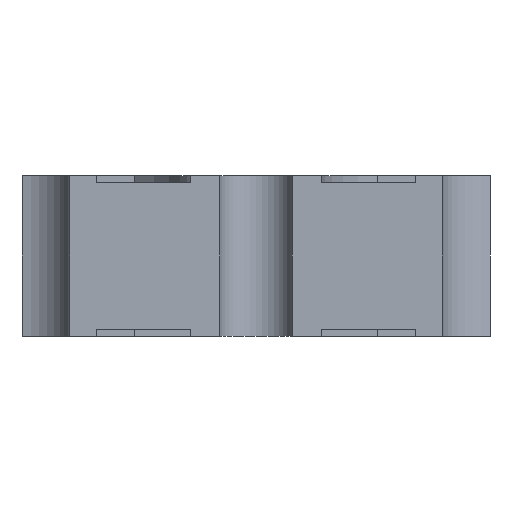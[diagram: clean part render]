
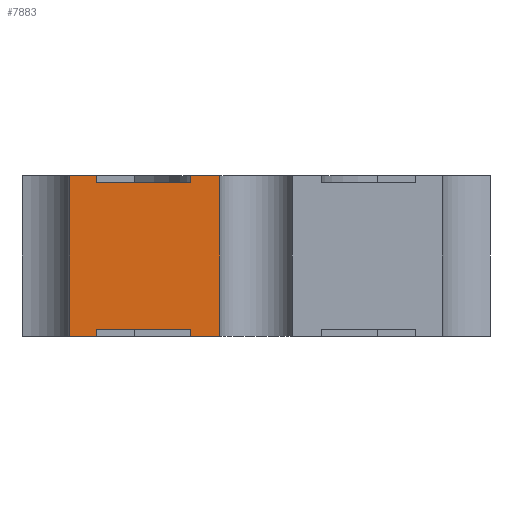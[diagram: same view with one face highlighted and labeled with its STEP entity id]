
A CAD part, left-side view. The second image highlights one B-rep face of the part: STEP entity #7883.
In plain terms, the highlighted planar face has unit normal (-1, 0, 0).
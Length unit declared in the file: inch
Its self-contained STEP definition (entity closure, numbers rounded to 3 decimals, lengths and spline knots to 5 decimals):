
#38 = EDGE_LOOP ( 'NONE', ( #5407, #979, #1073, #11790, #9961, #2330, #4820, #12470, #10815, #3184, #7369, #8264 ) ) ;
#69 = DIRECTION ( 'NONE',  ( 0., -1., 0. ) ) ;
#119 = DIRECTION ( 'NONE',  ( 0., 0., -1. ) ) ;
#129 = VERTEX_POINT ( 'NONE', #548 ) ;
#470 = CARTESIAN_POINT ( 'NONE',  ( -0.1, 0., 0.043 ) ) ;
#548 = CARTESIAN_POINT ( 'NONE',  ( -0.1, 0.0175, 0.002 ) ) ;
#655 = CARTESIAN_POINT ( 'NONE',  ( -0.1, 0.0175, 0.002 ) ) ;
#658 = VERTEX_POINT ( 'NONE', #829 ) ;
#694 = VECTOR ( 'NONE', #2671, 39.37008 ) ;
#829 = CARTESIAN_POINT ( 'NONE',  ( -0.1, 0.00968, 0.043 ) ) ;
#889 = VECTOR ( 'NONE', #8498, 39.37008 ) ;
#959 = EDGE_CURVE ( 'NONE', #6655, #12706, #11078, .T. ) ;
#979 = ORIENTED_EDGE ( 'NONE', *, *, #959, .T. ) ;
#1020 = EDGE_CURVE ( 'NONE', #2723, #3770, #6258, .T. ) ;
#1073 = ORIENTED_EDGE ( 'NONE', *, *, #8193, .T. ) ;
#1110 = VECTOR ( 'NONE', #1181, 39.37008 ) ;
#1181 = DIRECTION ( 'NONE',  ( 0., 1., 0. ) ) ;
#1324 = LINE ( 'NONE', #10235, #7628 ) ;
#2180 = VERTEX_POINT ( 'NONE', #12898 ) ;
#2330 = ORIENTED_EDGE ( 'NONE', *, *, #9476, .T. ) ;
#2498 = CARTESIAN_POINT ( 'NONE',  ( -0.1, 0.0497, 0. ) ) ;
#2525 = CARTESIAN_POINT ( 'NONE',  ( -0.1, 0.0497, 0.043 ) ) ;
#2607 = VECTOR ( 'NONE', #7587, 39.37008 ) ;
#2671 = DIRECTION ( 'NONE',  ( 0., -1., 0. ) ) ;
#2723 = VERTEX_POINT ( 'NONE', #10597 ) ;
#3182 = DIRECTION ( 'NONE',  ( 0., 0., -1. ) ) ;
#3184 = ORIENTED_EDGE ( 'NONE', *, *, #6774, .T. ) ;
#3392 = VECTOR ( 'NONE', #8417, 39.37008 ) ;
#3515 = EDGE_CURVE ( 'NONE', #3591, #129, #11725, .T. ) ;
#3565 = LINE ( 'NONE', #5516, #5469 ) ;
#3591 = VERTEX_POINT ( 'NONE', #4029 ) ;
#3609 = CARTESIAN_POINT ( 'NONE',  ( -0.1, 0.0425, 0.041 ) ) ;
#3770 = VERTEX_POINT ( 'NONE', #2525 ) ;
#3810 = EDGE_CURVE ( 'NONE', #3770, #11722, #3565, .T. ) ;
#4029 = CARTESIAN_POINT ( 'NONE',  ( -0.1, 0.0425, 0.002 ) ) ;
#4820 = ORIENTED_EDGE ( 'NONE', *, *, #10739, .F. ) ;
#4880 = VECTOR ( 'NONE', #6402, 39.37008 ) ;
#5283 = VECTOR ( 'NONE', #69, 39.37008 ) ;
#5407 = ORIENTED_EDGE ( 'NONE', *, *, #11691, .F. ) ;
#5469 = VECTOR ( 'NONE', #9489, 39.37008 ) ;
#5484 = CARTESIAN_POINT ( 'NONE',  ( -0.1, 0.0425, 0.041 ) ) ;
#5496 = CARTESIAN_POINT ( 'NONE',  ( -0.1, 0.00968, 0. ) ) ;
#5516 = CARTESIAN_POINT ( 'NONE',  ( -0.1, 0.0497, 0.002 ) ) ;
#5565 = CARTESIAN_POINT ( 'NONE',  ( -0.1, 0.00968, 0.002 ) ) ;
#5834 = LINE ( 'NONE', #11959, #8165 ) ;
#6092 = EDGE_CURVE ( 'NONE', #658, #2180, #12108, .T. ) ;
#6258 = LINE ( 'NONE', #8145, #3392 ) ;
#6351 = CARTESIAN_POINT ( 'NONE',  ( -0.1, 0.0175, 0. ) ) ;
#6387 = CARTESIAN_POINT ( 'NONE',  ( -0.1, 0.00968, 0.002 ) ) ;
#6402 = DIRECTION ( 'NONE',  ( 0., 1., 0. ) ) ;
#6483 = PLANE ( 'NONE',  #6929 ) ;
#6655 = VERTEX_POINT ( 'NONE', #8243 ) ;
#6741 = VERTEX_POINT ( 'NONE', #12537 ) ;
#6774 = EDGE_CURVE ( 'NONE', #7746, #2180, #12477, .T. ) ;
#6929 = AXIS2_PLACEMENT_3D ( 'NONE', #5565, #8510, #7656 ) ;
#7047 = CARTESIAN_POINT ( 'NONE',  ( -0.1, 0.00968, 0. ) ) ;
#7068 = DIRECTION ( 'NONE',  ( 0., 0., 1. ) ) ;
#7347 = VECTOR ( 'NONE', #3182, 39.37008 ) ;
#7369 = ORIENTED_EDGE ( 'NONE', *, *, #6092, .F. ) ;
#7548 = CARTESIAN_POINT ( 'NONE',  ( -0.1, 0.0425, 0. ) ) ;
#7575 = EDGE_CURVE ( 'NONE', #129, #7746, #5834, .T. ) ;
#7587 = DIRECTION ( 'NONE',  ( 0., -1., 0. ) ) ;
#7628 = VECTOR ( 'NONE', #7068, 39.37008 ) ;
#7656 = DIRECTION ( 'NONE',  ( 0., 0., -1. ) ) ;
#7746 = VERTEX_POINT ( 'NONE', #6351 ) ;
#7876 = LINE ( 'NONE', #11848, #8448 ) ;
#7883 = ADVANCED_FACE ( 'NONE', ( #9660 ), #6483, .F. ) ;
#7900 = CARTESIAN_POINT ( 'NONE',  ( -0.1, 0., 0.041 ) ) ;
#8076 = LINE ( 'NONE', #7047, #5283 ) ;
#8145 = CARTESIAN_POINT ( 'NONE',  ( -0.1, 0., 0.043 ) ) ;
#8165 = VECTOR ( 'NONE', #12885, 39.37008 ) ;
#8193 = EDGE_CURVE ( 'NONE', #12706, #2723, #10366, .T. ) ;
#8243 = CARTESIAN_POINT ( 'NONE',  ( -0.1, 0.0175, 0.041 ) ) ;
#8264 = ORIENTED_EDGE ( 'NONE', *, *, #9275, .T. ) ;
#8353 = LINE ( 'NONE', #470, #4880 ) ;
#8417 = DIRECTION ( 'NONE',  ( 0., 1., 0. ) ) ;
#8448 = VECTOR ( 'NONE', #119, 39.37008 ) ;
#8498 = DIRECTION ( 'NONE',  ( 0., 0., 1. ) ) ;
#8510 = DIRECTION ( 'NONE',  ( 1., 0., 0. ) ) ;
#9275 = EDGE_CURVE ( 'NONE', #658, #6741, #8353, .T. ) ;
#9476 = EDGE_CURVE ( 'NONE', #11722, #11136, #8076, .T. ) ;
#9489 = DIRECTION ( 'NONE',  ( 0., 0., -1. ) ) ;
#9660 = FACE_OUTER_BOUND ( 'NONE', #38, .T. ) ;
#9961 = ORIENTED_EDGE ( 'NONE', *, *, #3810, .T. ) ;
#10235 = CARTESIAN_POINT ( 'NONE',  ( -0.1, 0.0175, 0.041 ) ) ;
#10366 = LINE ( 'NONE', #5484, #889 ) ;
#10597 = CARTESIAN_POINT ( 'NONE',  ( -0.1, 0.0425, 0.043 ) ) ;
#10739 = EDGE_CURVE ( 'NONE', #3591, #11136, #7876, .T. ) ;
#10815 = ORIENTED_EDGE ( 'NONE', *, *, #7575, .T. ) ;
#11078 = LINE ( 'NONE', #7900, #1110 ) ;
#11136 = VERTEX_POINT ( 'NONE', #7548 ) ;
#11691 = EDGE_CURVE ( 'NONE', #6655, #6741, #1324, .T. ) ;
#11722 = VERTEX_POINT ( 'NONE', #2498 ) ;
#11725 = LINE ( 'NONE', #655, #694 ) ;
#11790 = ORIENTED_EDGE ( 'NONE', *, *, #1020, .T. ) ;
#11848 = CARTESIAN_POINT ( 'NONE',  ( -0.1, 0.0425, 0.002 ) ) ;
#11959 = CARTESIAN_POINT ( 'NONE',  ( -0.1, 0.0175, 0.002 ) ) ;
#12108 = LINE ( 'NONE', #6387, #7347 ) ;
#12470 = ORIENTED_EDGE ( 'NONE', *, *, #3515, .T. ) ;
#12477 = LINE ( 'NONE', #5496, #2607 ) ;
#12537 = CARTESIAN_POINT ( 'NONE',  ( -0.1, 0.0175, 0.043 ) ) ;
#12706 = VERTEX_POINT ( 'NONE', #3609 ) ;
#12885 = DIRECTION ( 'NONE',  ( 0., 0., -1. ) ) ;
#12898 = CARTESIAN_POINT ( 'NONE',  ( -0.1, 0.00968, 0. ) ) ;
